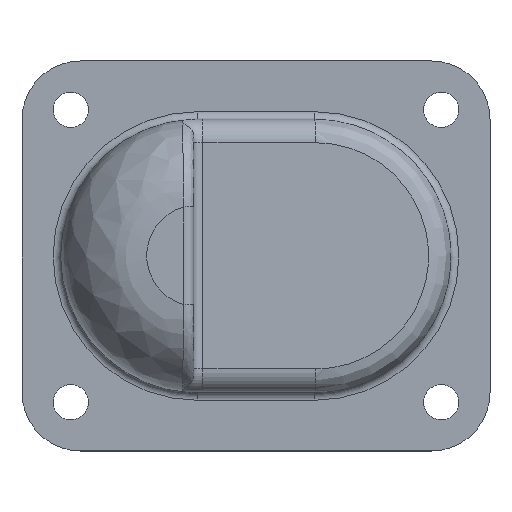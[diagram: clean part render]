
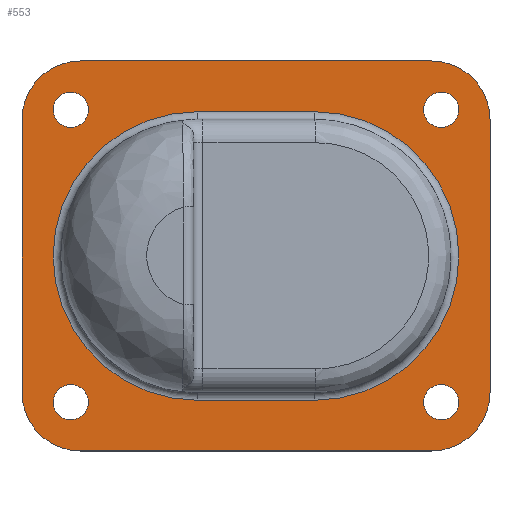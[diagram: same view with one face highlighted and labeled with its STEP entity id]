
A CAD part, top view. The second image highlights one B-rep face of the part: STEP entity #553.
In plain terms, the highlighted planar face has unit normal (0, 0, 1).
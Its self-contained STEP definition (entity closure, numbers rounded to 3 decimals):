
#57=FACE_BOUND('',#104,.T.);
#58=FACE_BOUND('',#105,.T.);
#59=FACE_BOUND('',#106,.T.);
#60=FACE_BOUND('',#107,.T.);
#61=FACE_BOUND('',#108,.T.);
#69=FACE_OUTER_BOUND('',#103,.T.);
#103=EDGE_LOOP('',(#430,#431,#432,#433,#434,#435,#436,#437));
#104=EDGE_LOOP('',(#438));
#105=EDGE_LOOP('',(#439));
#106=EDGE_LOOP('',(#440));
#107=EDGE_LOOP('',(#441));
#108=EDGE_LOOP('',(#442,#443,#444,#445));
#136=LINE('',#869,#168);
#139=LINE('',#887,#171);
#144=LINE('',#917,#176);
#145=LINE('',#921,#177);
#146=LINE('',#925,#178);
#147=LINE('',#929,#179);
#168=VECTOR('',#698,10.);
#171=VECTOR('',#721,10.);
#176=VECTOR('',#736,10.);
#177=VECTOR('',#739,10.);
#178=VECTOR('',#742,10.);
#179=VECTOR('',#745,10.);
#207=CIRCLE('',#614,37.);
#211=CIRCLE('',#619,37.);
#214=CIRCLE('',#626,15.);
#215=CIRCLE('',#627,15.);
#216=CIRCLE('',#628,15.);
#217=CIRCLE('',#629,15.);
#218=CIRCLE('',#630,4.5);
#219=CIRCLE('',#631,4.5);
#220=CIRCLE('',#632,4.5);
#221=CIRCLE('',#633,4.5);
#251=VERTEX_POINT('',#866);
#252=VERTEX_POINT('',#868);
#255=VERTEX_POINT('',#875);
#256=VERTEX_POINT('',#880);
#264=VERTEX_POINT('',#915);
#265=VERTEX_POINT('',#916);
#266=VERTEX_POINT('',#918);
#267=VERTEX_POINT('',#920);
#268=VERTEX_POINT('',#922);
#269=VERTEX_POINT('',#924);
#270=VERTEX_POINT('',#926);
#271=VERTEX_POINT('',#928);
#272=VERTEX_POINT('',#931);
#273=VERTEX_POINT('',#933);
#274=VERTEX_POINT('',#935);
#275=VERTEX_POINT('',#937);
#315=EDGE_CURVE('',#251,#252,#136,.T.);
#319=EDGE_CURVE('',#255,#251,#207,.T.);
#323=EDGE_CURVE('',#252,#256,#211,.T.);
#325=EDGE_CURVE('',#256,#255,#139,.T.);
#334=EDGE_CURVE('',#264,#265,#144,.T.);
#335=EDGE_CURVE('',#266,#264,#214,.T.);
#336=EDGE_CURVE('',#267,#266,#145,.T.);
#337=EDGE_CURVE('',#268,#267,#215,.T.);
#338=EDGE_CURVE('',#269,#268,#146,.T.);
#339=EDGE_CURVE('',#270,#269,#216,.T.);
#340=EDGE_CURVE('',#271,#270,#147,.T.);
#341=EDGE_CURVE('',#265,#271,#217,.T.);
#342=EDGE_CURVE('',#272,#272,#218,.T.);
#343=EDGE_CURVE('',#273,#273,#219,.T.);
#344=EDGE_CURVE('',#274,#274,#220,.T.);
#345=EDGE_CURVE('',#275,#275,#221,.T.);
#430=ORIENTED_EDGE('',*,*,#334,.F.);
#431=ORIENTED_EDGE('',*,*,#335,.F.);
#432=ORIENTED_EDGE('',*,*,#336,.F.);
#433=ORIENTED_EDGE('',*,*,#337,.F.);
#434=ORIENTED_EDGE('',*,*,#338,.F.);
#435=ORIENTED_EDGE('',*,*,#339,.F.);
#436=ORIENTED_EDGE('',*,*,#340,.F.);
#437=ORIENTED_EDGE('',*,*,#341,.F.);
#438=ORIENTED_EDGE('',*,*,#342,.T.);
#439=ORIENTED_EDGE('',*,*,#343,.T.);
#440=ORIENTED_EDGE('',*,*,#344,.T.);
#441=ORIENTED_EDGE('',*,*,#345,.T.);
#442=ORIENTED_EDGE('',*,*,#315,.F.);
#443=ORIENTED_EDGE('',*,*,#319,.F.);
#444=ORIENTED_EDGE('',*,*,#325,.F.);
#445=ORIENTED_EDGE('',*,*,#323,.F.);
#541=PLANE('',#625);
#553=ADVANCED_FACE('',(#69,#57,#58,#59,#60,#61),#541,.T.);
#614=AXIS2_PLACEMENT_3D('',#877,#706,#707);
#619=AXIS2_PLACEMENT_3D('',#884,#716,#717);
#625=AXIS2_PLACEMENT_3D('',#914,#734,#735);
#626=AXIS2_PLACEMENT_3D('',#919,#737,#738);
#627=AXIS2_PLACEMENT_3D('',#923,#740,#741);
#628=AXIS2_PLACEMENT_3D('',#927,#743,#744);
#629=AXIS2_PLACEMENT_3D('',#930,#746,#747);
#630=AXIS2_PLACEMENT_3D('',#932,#748,#749);
#631=AXIS2_PLACEMENT_3D('',#934,#750,#751);
#632=AXIS2_PLACEMENT_3D('',#936,#752,#753);
#633=AXIS2_PLACEMENT_3D('',#938,#754,#755);
#698=DIRECTION('',(1.,0.,0.));
#706=DIRECTION('center_axis',(0.,0.,1.));
#707=DIRECTION('ref_axis',(-1.,0.,0.));
#716=DIRECTION('center_axis',(0.,0.,1.));
#717=DIRECTION('ref_axis',(1.,0.,0.));
#721=DIRECTION('',(-1.,0.,0.));
#734=DIRECTION('center_axis',(0.,0.,1.));
#735=DIRECTION('ref_axis',(1.,0.,0.));
#736=DIRECTION('',(0.,1.,0.));
#737=DIRECTION('center_axis',(0.,0.,-1.));
#738=DIRECTION('ref_axis',(1.,0.,0.));
#739=DIRECTION('',(-1.,0.,0.));
#740=DIRECTION('center_axis',(0.,0.,-1.));
#741=DIRECTION('ref_axis',(0.,1.,0.));
#742=DIRECTION('',(0.,-1.,0.));
#743=DIRECTION('center_axis',(0.,0.,-1.));
#744=DIRECTION('ref_axis',(-1.,0.,0.));
#745=DIRECTION('',(1.,0.,0.));
#746=DIRECTION('center_axis',(0.,0.,-1.));
#747=DIRECTION('ref_axis',(0.,-1.,0.));
#748=DIRECTION('center_axis',(0.,0.,-1.));
#749=DIRECTION('ref_axis',(-1.,0.,0.));
#750=DIRECTION('center_axis',(0.,0.,-1.));
#751=DIRECTION('ref_axis',(-1.,0.,0.));
#752=DIRECTION('center_axis',(0.,0.,-1.));
#753=DIRECTION('ref_axis',(-1.,0.,0.));
#754=DIRECTION('center_axis',(0.,0.,-1.));
#755=DIRECTION('ref_axis',(-1.,0.,0.));
#866=CARTESIAN_POINT('',(-15.,-37.,2.));
#868=CARTESIAN_POINT('',(15.,-37.,2.));
#869=CARTESIAN_POINT('',(7.5,-37.,2.));
#875=CARTESIAN_POINT('',(-15.,37.,2.));
#877=CARTESIAN_POINT('Origin',(-15.,0.,2.));
#880=CARTESIAN_POINT('',(15.,37.,2.));
#884=CARTESIAN_POINT('Origin',(15.,0.,2.));
#887=CARTESIAN_POINT('',(-7.5,37.,2.));
#914=CARTESIAN_POINT('Origin',(0.,0.,
2.));
#915=CARTESIAN_POINT('',(-60.,-35.,2.));
#916=CARTESIAN_POINT('',(-60.,35.,2.));
#917=CARTESIAN_POINT('',(-60.,-35.,2.));
#918=CARTESIAN_POINT('',(-45.,-50.,2.));
#919=CARTESIAN_POINT('Origin',(-45.,-35.,2.));
#920=CARTESIAN_POINT('',(45.,-50.,2.));
#921=CARTESIAN_POINT('',(45.,-50.,2.));
#922=CARTESIAN_POINT('',(60.,-35.,2.));
#923=CARTESIAN_POINT('Origin',(45.,-35.,2.));
#924=CARTESIAN_POINT('',(60.,35.,2.));
#925=CARTESIAN_POINT('',(60.,35.,2.));
#926=CARTESIAN_POINT('',(45.,50.,2.));
#927=CARTESIAN_POINT('Origin',(45.,35.,2.));
#928=CARTESIAN_POINT('',(-45.,50.,2.));
#929=CARTESIAN_POINT('',(-45.,50.,2.));
#930=CARTESIAN_POINT('Origin',(-45.,35.,2.));
#931=CARTESIAN_POINT('',(-43.,-37.5,2.));
#932=CARTESIAN_POINT('Origin',(-47.5,-37.5,2.));
#933=CARTESIAN_POINT('',(52.,-37.5,2.));
#934=CARTESIAN_POINT('Origin',(47.5,-37.5,2.));
#935=CARTESIAN_POINT('',(52.,37.5,2.));
#936=CARTESIAN_POINT('Origin',(47.5,37.5,2.));
#937=CARTESIAN_POINT('',(-43.,37.5,2.));
#938=CARTESIAN_POINT('Origin',(-47.5,37.5,2.));
